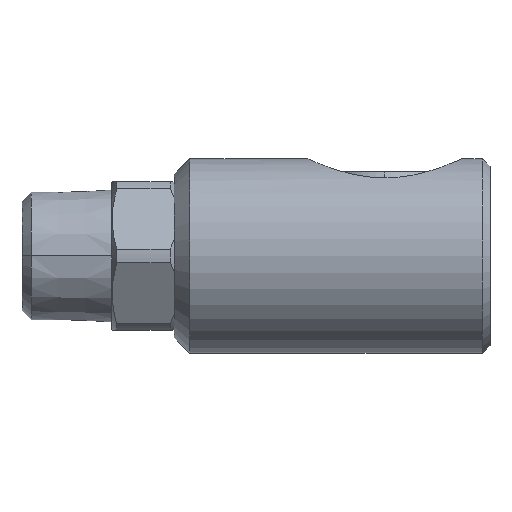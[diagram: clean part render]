
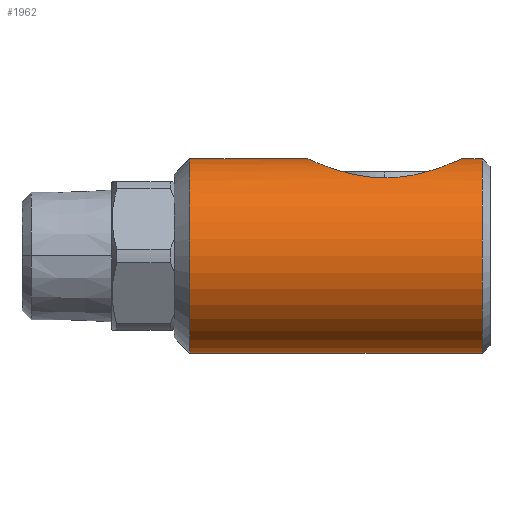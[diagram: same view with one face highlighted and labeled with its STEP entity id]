
A CAD part, top view. The second image highlights one B-rep face of the part: STEP entity #1962.
In plain terms, the highlighted cylindrical face has radius 12.5 mm (diameter 25 mm), a partial arc.
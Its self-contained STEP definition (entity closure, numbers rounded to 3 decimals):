
#82 = B_SPLINE_CURVE_WITH_KNOTS ( 'NONE', 3,
 ( #381, #382, #383, #384, #385, #386, #387, #388, #389, #390, #391, #392, #393, #394, #395, #396, #397, #398, #399, #400, #401, #402, #403, #404, #405, #406 ),
 .UNSPECIFIED., .F., .F.,
 ( 4, 2, 2, 2, 2, 2, 2, 2, 2, 2, 2, 2, 4 ),
 ( 0.022, 0.023, 0.023, 0.024, 0.025, 0.027, 0.028, 0.029, 0.03, 0.031, 0.032, 0.034, 0.036 ),
 .UNSPECIFIED. ) ;
#87 = B_SPLINE_CURVE_WITH_KNOTS ( 'NONE', 3,
 ( #1747, #1748, #1749, #1750, #1751, #1752, #1753, #1754, #1755, #1756, #1757, #1758, #1759, #1760, #1761, #1762, #1763, #1764, #1765, #1766, #1767, #1768, #1769, #1770 ),
 .UNSPECIFIED., .F., .F.,
 ( 4, 2, 2, 2, 2, 2, 2, 2, 2, 2, 2, 4 ),
 ( 0.036, 0.037, 0.039, 0.041, 0.043, 0.044, 0.045, 0.046, 0.047, 0.048, 0.049, 0.05 ),
 .UNSPECIFIED. ) ;
#133 = CARTESIAN_POINT ( 'NONE',  ( -3.5, 12.5, 0. ) ) ;
#136 = CARTESIAN_POINT ( 'NONE',  ( -23.5, 12.5, 0. ) ) ;
#143 = CARTESIAN_POINT ( 'NONE',  ( -1., -12.5, 0. ) ) ;
#146 = CARTESIAN_POINT ( 'NONE',  ( -1., 12.5, 0. ) ) ;
#171 = CARTESIAN_POINT ( 'NONE',  ( -13.5, 10., 7.5 ) ) ;
#177 = CARTESIAN_POINT ( 'NONE',  ( -38.5, -12.5, 0. ) ) ;
#178 = CARTESIAN_POINT ( 'NONE',  ( -38.5, 12.5, 0. ) ) ;
#300 = AXIS2_PLACEMENT_3D ( 'NONE', #1329, #1330, #1331 ) ;
#359 = EDGE_LOOP ( 'NONE', ( #663, #665, #664, #666, #667, #668, #669 ) ) ;
#364 = CARTESIAN_POINT ( 'NONE',  ( -1., 0., 0. ) ) ;
#365 = DIRECTION ( 'NONE',  ( -1., 0., 0. ) ) ;
#366 = DIRECTION ( 'NONE',  ( 0., -1., 0. ) ) ;
#374 = CARTESIAN_POINT ( 'NONE',  ( -38.5, 0., 0. ) ) ;
#375 = DIRECTION ( 'NONE',  ( -1., 0., 0. ) ) ;
#376 = DIRECTION ( 'NONE',  ( 0., -1., 0. ) ) ;
#379 = CARTESIAN_POINT ( 'NONE',  ( -42.413, 12.5, 0. ) ) ;
#380 = DIRECTION ( 'NONE',  ( -1., 0., 0. ) ) ;
#381 = CARTESIAN_POINT ( 'NONE',  ( -3.5, 12.5, 0. ) ) ;
#382 = CARTESIAN_POINT ( 'NONE',  ( -3.5, 12.5, 0.295 ) ) ;
#383 = CARTESIAN_POINT ( 'NONE',  ( -3.523, 12.49, 0.586 ) ) ;
#384 = CARTESIAN_POINT ( 'NONE',  ( -3.615, 12.449, 1.164 ) ) ;
#385 = CARTESIAN_POINT ( 'NONE',  ( -3.684, 12.419, 1.452 ) ) ;
#386 = CARTESIAN_POINT ( 'NONE',  ( -3.863, 12.341, 2.01 ) ) ;
#387 = CARTESIAN_POINT ( 'NONE',  ( -3.971, 12.293, 2.279 ) ) ;
#388 = CARTESIAN_POINT ( 'NONE',  ( -4.223, 12.185, 2.799 ) ) ;
#389 = CARTESIAN_POINT ( 'NONE',  ( -4.368, 12.124, 3.052 ) ) ;
#390 = CARTESIAN_POINT ( 'NONE',  ( -4.842, 11.928, 3.772 ) ) ;
#391 = CARTESIAN_POINT ( 'NONE',  ( -5.208, 11.78, 4.203 ) ) ;
#392 = CARTESIAN_POINT ( 'NONE',  ( -5.821, 11.547, 4.791 ) ) ;
#393 = CARTESIAN_POINT ( 'NONE',  ( -6.036, 11.468, 4.978 ) ) ;
#394 = CARTESIAN_POINT ( 'NONE',  ( -6.481, 11.309, 5.329 ) ) ;
#395 = CARTESIAN_POINT ( 'NONE',  ( -6.71, 11.23, 5.493 ) ) ;
#396 = CARTESIAN_POINT ( 'NONE',  ( -7.416, 10.996, 5.955 ) ) ;
#397 = CARTESIAN_POINT ( 'NONE',  ( -7.912, 10.845, 6.222 ) ) ;
#398 = CARTESIAN_POINT ( 'NONE',  ( -8.692, 10.636, 6.569 ) ) ;
#399 = CARTESIAN_POINT ( 'NONE',  ( -8.96, 10.569, 6.676 ) ) ;
#400 = CARTESIAN_POINT ( 'NONE',  ( -9.501, 10.444, 6.87 ) ) ;
#401 = CARTESIAN_POINT ( 'NONE',  ( -9.775, 10.386, 6.956 ) ) ;
#402 = CARTESIAN_POINT ( 'NONE',  ( -10.604, 10.228, 7.188 ) ) ;
#403 = CARTESIAN_POINT ( 'NONE',  ( -11.169, 10.145, 7.304 ) ) ;
#404 = CARTESIAN_POINT ( 'NONE',  ( -12.324, 10.03, 7.46 ) ) ;
#405 = CARTESIAN_POINT ( 'NONE',  ( -12.916, 10., 7.5 ) ) ;
#406 = CARTESIAN_POINT ( 'NONE',  ( -13.5, 10., 7.5 ) ) ;
#407 = CARTESIAN_POINT ( 'NONE',  ( -42.413, 12.5, 0. ) ) ;
#408 = DIRECTION ( 'NONE',  ( -1., 0., 0. ) ) ;
#409 = CARTESIAN_POINT ( 'NONE',  ( -42.413, -12.5, 0. ) ) ;
#410 = DIRECTION ( 'NONE',  ( -1., 0., 0. ) ) ;
#663 = ORIENTED_EDGE ( 'NONE', *, *, #2074, .T. ) ;
#664 = ORIENTED_EDGE ( 'NONE', *, *, #2081, .T. ) ;
#665 = ORIENTED_EDGE ( 'NONE', *, *, #2080, .T. ) ;
#666 = ORIENTED_EDGE ( 'NONE', *, *, #2070, .T. ) ;
#667 = ORIENTED_EDGE ( 'NONE', *, *, #2082, .T. ) ;
#668 = ORIENTED_EDGE ( 'NONE', *, *, #2078, .F. ) ;
#669 = ORIENTED_EDGE ( 'NONE', *, *, #2083, .F. ) ;
#804 = FACE_OUTER_BOUND ( 'NONE', #359, .T. ) ;
#805 = CYLINDRICAL_SURFACE ( 'NONE', #300, 12.5 ) ;
#879 = LINE ( 'NONE', #379, #1868 ) ;
#880 = LINE ( 'NONE', #407, #1869 ) ;
#881 = LINE ( 'NONE', #409, #1870 ) ;
#1114 = VERTEX_POINT ( 'NONE', #136 ) ;
#1115 = VERTEX_POINT ( 'NONE', #171 ) ;
#1118 = VERTEX_POINT ( 'NONE', #146 ) ;
#1119 = VERTEX_POINT ( 'NONE', #143 ) ;
#1122 = VERTEX_POINT ( 'NONE', #177 ) ;
#1123 = VERTEX_POINT ( 'NONE', #178 ) ;
#1124 = VERTEX_POINT ( 'NONE', #133 ) ;
#1329 = CARTESIAN_POINT ( 'NONE',  ( -42.413, 0., 0. ) ) ;
#1330 = DIRECTION ( 'NONE',  ( -1., 0., 0. ) ) ;
#1331 = DIRECTION ( 'NONE',  ( 0., -1., 0. ) ) ;
#1747 = CARTESIAN_POINT ( 'NONE',  ( -13.5, 10., 7.5 ) ) ;
#1748 = CARTESIAN_POINT ( 'NONE',  ( -14.084, 10., 7.5 ) ) ;
#1749 = CARTESIAN_POINT ( 'NONE',  ( -14.664, 10.029, 7.461 ) ) ;
#1750 = CARTESIAN_POINT ( 'NONE',  ( -15.816, 10.143, 7.306 ) ) ;
#1751 = CARTESIAN_POINT ( 'NONE',  ( -16.392, 10.228, 7.189 ) ) ;
#1752 = CARTESIAN_POINT ( 'NONE',  ( -17.502, 10.438, 6.879 ) ) ;
#1753 = CARTESIAN_POINT ( 'NONE',  ( -18.039, 10.564, 6.688 ) ) ;
#1754 = CARTESIAN_POINT ( 'NONE',  ( -19.077, 10.842, 6.228 ) ) ;
#1755 = CARTESIAN_POINT ( 'NONE',  ( -19.582, 10.995, 5.956 ) ) ;
#1756 = CARTESIAN_POINT ( 'NONE',  ( -20.528, 11.308, 5.338 ) ) ;
#1757 = CARTESIAN_POINT ( 'NONE',  ( -20.97, 11.468, 4.992 ) ) ;
#1758 = CARTESIAN_POINT ( 'NONE',  ( -21.582, 11.7, 4.404 ) ) ;
#1759 = CARTESIAN_POINT ( 'NONE',  ( -21.778, 11.777, 4.196 ) ) ;
#1760 = CARTESIAN_POINT ( 'NONE',  ( -22.146, 11.924, 3.758 ) ) ;
#1761 = CARTESIAN_POINT ( 'NONE',  ( -22.317, 11.994, 3.53 ) ) ;
#1762 = CARTESIAN_POINT ( 'NONE',  ( -22.631, 12.124, 3.053 ) ) ;
#1763 = CARTESIAN_POINT ( 'NONE',  ( -22.774, 12.184, 2.804 ) ) ;
#1764 = CARTESIAN_POINT ( 'NONE',  ( -23.027, 12.293, 2.282 ) ) ;
#1765 = CARTESIAN_POINT ( 'NONE',  ( -23.138, 12.341, 2.01 ) ) ;
#1766 = CARTESIAN_POINT ( 'NONE',  ( -23.315, 12.418, 1.456 ) ) ;
#1767 = CARTESIAN_POINT ( 'NONE',  ( -23.383, 12.448, 1.172 ) ) ;
#1768 = CARTESIAN_POINT ( 'NONE',  ( -23.476, 12.489, 0.591 ) ) ;
#1769 = CARTESIAN_POINT ( 'NONE',  ( -23.5, 12.5, 0.293 ) ) ;
#1770 = CARTESIAN_POINT ( 'NONE',  ( -23.5, 12.5, 0. ) ) ;
#1855 = CIRCLE ( 'NONE', #1861, 12.5 ) ;
#1860 = CIRCLE ( 'NONE', #1866, 12.5 ) ;
#1861 = AXIS2_PLACEMENT_3D ( 'NONE', #364, #365, #366 ) ;
#1866 = AXIS2_PLACEMENT_3D ( 'NONE', #374, #375, #376 ) ;
#1868 = VECTOR ( 'NONE', #380, 1000. ) ;
#1869 = VECTOR ( 'NONE', #408, 1000. ) ;
#1870 = VECTOR ( 'NONE', #410, 1000. ) ;
#1962 = ADVANCED_FACE ( 'NONE', ( #804 ), #805, .T. ) ;
#2070 = EDGE_CURVE ( 'NONE', #1115, #1114, #87, .T. ) ;
#2074 = EDGE_CURVE ( 'NONE', #1119, #1118, #1855, .T. ) ;
#2078 = EDGE_CURVE ( 'NONE', #1122, #1123, #1860, .T. ) ;
#2080 = EDGE_CURVE ( 'NONE', #1118, #1124, #879, .T. ) ;
#2081 = EDGE_CURVE ( 'NONE', #1124, #1115, #82, .T. ) ;
#2082 = EDGE_CURVE ( 'NONE', #1114, #1123, #880, .T. ) ;
#2083 = EDGE_CURVE ( 'NONE', #1119, #1122, #881, .T. ) ;
